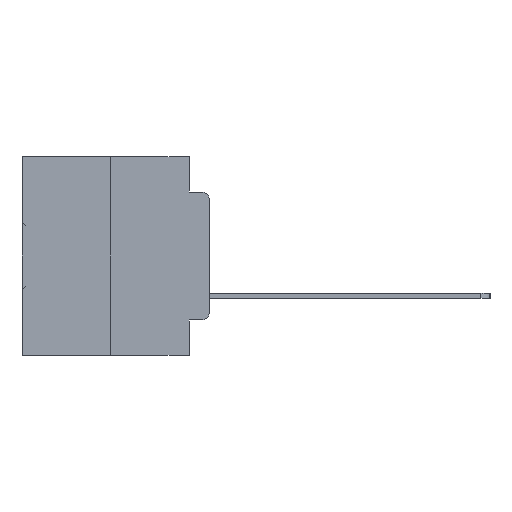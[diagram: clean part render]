
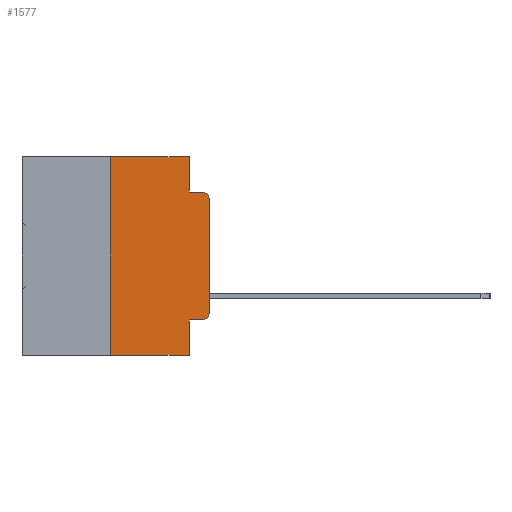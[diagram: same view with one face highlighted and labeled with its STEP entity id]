
A CAD part, left-side view. The second image highlights one B-rep face of the part: STEP entity #1577.
In plain terms, the highlighted planar face has unit normal (-1, 0, 0).
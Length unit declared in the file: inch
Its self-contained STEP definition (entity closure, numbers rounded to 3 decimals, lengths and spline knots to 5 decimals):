
#249 = CARTESIAN_POINT ( 'NONE',  ( 0., 0.25, 0. ) ) ;
#694 = VERTEX_POINT ( 'NONE', #4385 ) ;
#826 = ORIENTED_EDGE ( 'NONE', *, *, #16310, .T. ) ;
#1523 = LINE ( 'NONE', #8466, #30412 ) ;
#1577 = ADVANCED_FACE ( 'NONE', ( #9988 ), #17458, .F. ) ;
#3118 = EDGE_CURVE ( 'NONE', #5525, #4831, #5473, .T. ) ;
#3456 = CARTESIAN_POINT ( 'NONE',  ( 0., 0.25, -0.5 ) ) ;
#3925 = VERTEX_POINT ( 'NONE', #14292 ) ;
#4385 = CARTESIAN_POINT ( 'NONE',  ( 0., 0.051, -0.0885 ) ) ;
#4475 = VECTOR ( 'NONE', #15923, 39.37008 ) ;
#4831 = VERTEX_POINT ( 'NONE', #34840 ) ;
#5022 = EDGE_CURVE ( 'NONE', #10124, #7046, #24831, .T. ) ;
#5473 = LINE ( 'NONE', #18597, #18621 ) ;
#5525 = VERTEX_POINT ( 'NONE', #10375 ) ;
#5660 = CARTESIAN_POINT ( 'NONE',  ( 0., 0.473, 0. ) ) ;
#5748 = DIRECTION ( 'NONE',  ( 0., -1., 0. ) ) ;
#5922 = VECTOR ( 'NONE', #13725, 39.37008 ) ;
#6729 = DIRECTION ( 'NONE',  ( 0., -1., 0. ) ) ;
#6730 = ORIENTED_EDGE ( 'NONE', *, *, #33727, .T. ) ;
#6895 = EDGE_CURVE ( 'NONE', #10079, #694, #29058, .T. ) ;
#7046 = VERTEX_POINT ( 'NONE', #249 ) ;
#7280 = CARTESIAN_POINT ( 'NONE',  ( 0., 0., -0.1085 ) ) ;
#7324 = VERTEX_POINT ( 'NONE', #7280 ) ;
#7542 = ORIENTED_EDGE ( 'NONE', *, *, #5022, .F. ) ;
#7965 = DIRECTION ( 'NONE',  ( 0., 0., 1. ) ) ;
#8466 = CARTESIAN_POINT ( 'NONE',  ( 0., 0.473, -0.5 ) ) ;
#8574 = CARTESIAN_POINT ( 'NONE',  ( 0., 0.02, -0.0885 ) ) ;
#8834 = ORIENTED_EDGE ( 'NONE', *, *, #20792, .F. ) ;
#9202 = CARTESIAN_POINT ( 'NONE',  ( 0., 0.051, -0.4115 ) ) ;
#9287 = DIRECTION ( 'NONE',  ( -1., 0., 0. ) ) ;
#9746 = CARTESIAN_POINT ( 'NONE',  ( 0., 0.051, -0.0885 ) ) ;
#9755 = ORIENTED_EDGE ( 'NONE', *, *, #13550, .T. ) ;
#9988 = FACE_OUTER_BOUND ( 'NONE', #34377, .T. ) ;
#10079 = VERTEX_POINT ( 'NONE', #31182 ) ;
#10124 = VERTEX_POINT ( 'NONE', #3456 ) ;
#10375 = CARTESIAN_POINT ( 'NONE',  ( 0., 0.051, -0.4115 ) ) ;
#10675 = CARTESIAN_POINT ( 'NONE',  ( 0., 0.25, 0. ) ) ;
#13550 = EDGE_CURVE ( 'NONE', #10124, #4831, #1523, .T. ) ;
#13564 = VERTEX_POINT ( 'NONE', #8574 ) ;
#13725 = DIRECTION ( 'NONE',  ( 0., 0., -1. ) ) ;
#14178 = VECTOR ( 'NONE', #28691, 39.37008 ) ;
#14292 = CARTESIAN_POINT ( 'NONE',  ( 0., 0.02, -0.4115 ) ) ;
#14438 = EDGE_CURVE ( 'NONE', #694, #13564, #30348, .T. ) ;
#14450 = AXIS2_PLACEMENT_3D ( 'NONE', #5660, #16833, #36207 ) ;
#14474 = CARTESIAN_POINT ( 'NONE',  ( 0., 0.02, -0.3915 ) ) ;
#15923 = DIRECTION ( 'NONE',  ( 0., 0., 1. ) ) ;
#16310 = EDGE_CURVE ( 'NONE', #7324, #13564, #32346, .T. ) ;
#16833 = DIRECTION ( 'NONE',  ( 1., 0., 0. ) ) ;
#16975 = AXIS2_PLACEMENT_3D ( 'NONE', #14474, #33870, #17284 ) ;
#17284 = DIRECTION ( 'NONE',  ( 0., 0., -1. ) ) ;
#17458 = PLANE ( 'NONE',  #14450 ) ;
#18163 = EDGE_CURVE ( 'NONE', #30295, #7324, #20247, .T. ) ;
#18170 = CIRCLE ( 'NONE', #16975, 0.02 ) ;
#18597 = CARTESIAN_POINT ( 'NONE',  ( 0., 0.051, 0. ) ) ;
#18621 = VECTOR ( 'NONE', #21409, 39.37008 ) ;
#18951 = ORIENTED_EDGE ( 'NONE', *, *, #3118, .F. ) ;
#19881 = ORIENTED_EDGE ( 'NONE', *, *, #18163, .T. ) ;
#20143 = AXIS2_PLACEMENT_3D ( 'NONE', #26003, #9287, #28786 ) ;
#20247 = LINE ( 'NONE', #29778, #4475 ) ;
#20664 = CARTESIAN_POINT ( 'NONE',  ( 0., 0.473, 0. ) ) ;
#20792 = EDGE_CURVE ( 'NONE', #7046, #10079, #35675, .T. ) ;
#21409 = DIRECTION ( 'NONE',  ( 0., 0., -1. ) ) ;
#22116 = VECTOR ( 'NONE', #23930, 39.37008 ) ;
#23930 = DIRECTION ( 'NONE',  ( 0., -1., 0. ) ) ;
#23947 = VECTOR ( 'NONE', #7965, 39.37008 ) ;
#24831 = LINE ( 'NONE', #10675, #23947 ) ;
#26003 = CARTESIAN_POINT ( 'NONE',  ( 0., 0.02, -0.1085 ) ) ;
#26208 = ORIENTED_EDGE ( 'NONE', *, *, #6895, .F. ) ;
#27088 = CARTESIAN_POINT ( 'NONE',  ( 0., 0., -0.3915 ) ) ;
#27611 = CARTESIAN_POINT ( 'NONE',  ( 0., 0.051, 0. ) ) ;
#28691 = DIRECTION ( 'NONE',  ( 0., -1., 0. ) ) ;
#28786 = DIRECTION ( 'NONE',  ( 0., 0., -1. ) ) ;
#29058 = LINE ( 'NONE', #27611, #5922 ) ;
#29778 = CARTESIAN_POINT ( 'NONE',  ( 0., 0., 0. ) ) ;
#29933 = ORIENTED_EDGE ( 'NONE', *, *, #31875, .T. ) ;
#30295 = VERTEX_POINT ( 'NONE', #27088 ) ;
#30348 = LINE ( 'NONE', #9746, #22116 ) ;
#30412 = VECTOR ( 'NONE', #5748, 39.37008 ) ;
#31182 = CARTESIAN_POINT ( 'NONE',  ( 0., 0.051, 0. ) ) ;
#31437 = ORIENTED_EDGE ( 'NONE', *, *, #14438, .F. ) ;
#31875 = EDGE_CURVE ( 'NONE', #3925, #30295, #18170, .T. ) ;
#32346 = CIRCLE ( 'NONE', #20143, 0.02 ) ;
#33727 = EDGE_CURVE ( 'NONE', #5525, #3925, #35453, .T. ) ;
#33870 = DIRECTION ( 'NONE',  ( -1., 0., 0. ) ) ;
#34377 = EDGE_LOOP ( 'NONE', ( #19881, #826, #31437, #26208, #8834, #7542, #9755, #18951, #6730, #29933 ) ) ;
#34779 = VECTOR ( 'NONE', #6729, 39.37008 ) ;
#34840 = CARTESIAN_POINT ( 'NONE',  ( 0., 0.051, -0.5 ) ) ;
#35453 = LINE ( 'NONE', #9202, #14178 ) ;
#35675 = LINE ( 'NONE', #20664, #34779 ) ;
#36207 = DIRECTION ( 'NONE',  ( 0., 0., -1. ) ) ;
